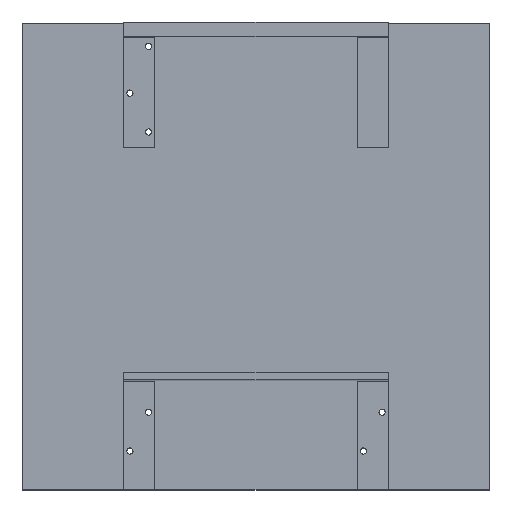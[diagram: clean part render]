
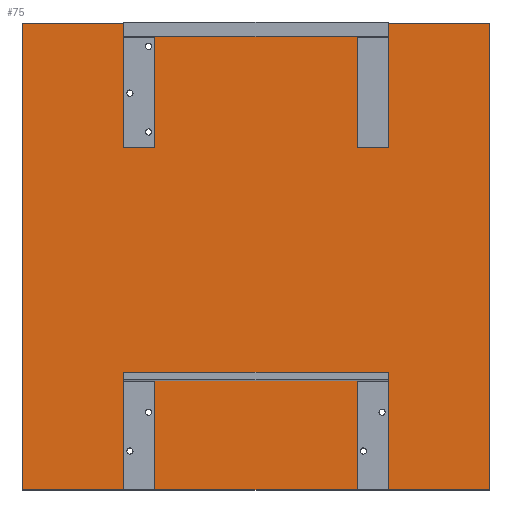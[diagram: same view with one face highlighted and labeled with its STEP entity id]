
A CAD part, top view. The second image highlights one B-rep face of the part: STEP entity #75.
In plain terms, the highlighted planar face has unit normal (0, 0, 1).
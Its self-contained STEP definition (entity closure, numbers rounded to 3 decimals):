
#75=ADVANCED_FACE('',(#277),#279,.T.);
#277=FACE_BOUND('',#278,.T.);
#278=EDGE_LOOP('',(#481,#482,#483,#484,#485,#486,#487,#488,#489,#490,#491,#492,#493,
#494,#495,#496,#497,#498,#499,#500));
#279=PLANE('',#280);
#280=AXIS2_PLACEMENT_3D('',#281,#282,#283);
#281=CARTESIAN_POINT('',(0.,0.,12.));
#282=DIRECTION('',(0.,0.,1.));
#283=DIRECTION('',(-1.,0.,0.));
#481=ORIENTED_EDGE('',*,*,#634,.F.);
#482=ORIENTED_EDGE('',*,*,#632,.F.);
#483=ORIENTED_EDGE('',*,*,#607,.F.);
#484=ORIENTED_EDGE('',*,*,#598,.F.);
#485=ORIENTED_EDGE('',*,*,#594,.F.);
#486=ORIENTED_EDGE('',*,*,#592,.F.);
#487=ORIENTED_EDGE('',*,*,#602,.T.);
#488=ORIENTED_EDGE('',*,*,#620,.T.);
#489=ORIENTED_EDGE('',*,*,#618,.T.);
#490=ORIENTED_EDGE('',*,*,#635,.F.);
#491=ORIENTED_EDGE('',*,*,#636,.F.);
#492=ORIENTED_EDGE('',*,*,#637,.F.);
#493=ORIENTED_EDGE('',*,*,#614,.T.);
#494=ORIENTED_EDGE('',*,*,#638,.F.);
#495=ORIENTED_EDGE('',*,*,#639,.F.);
#496=ORIENTED_EDGE('',*,*,#640,.F.);
#497=ORIENTED_EDGE('',*,*,#610,.T.);
#498=ORIENTED_EDGE('',*,*,#608,.T.);
#499=ORIENTED_EDGE('',*,*,#599,.T.);
#500=ORIENTED_EDGE('',*,*,#630,.F.);
#592=EDGE_CURVE('',#714,#716,#717,.T.);
#594=EDGE_CURVE('',#716,#719,#720,.T.);
#598=EDGE_CURVE('',#719,#723,#726,.T.);
#599=EDGE_CURVE('',#727,#728,#729,.T.);
#602=EDGE_CURVE('',#714,#731,#733,.T.);
#607=EDGE_CURVE('',#723,#737,#741,.F.);
#608=EDGE_CURVE('',#742,#727,#743,.T.);
#610=EDGE_CURVE('',#745,#742,#746,.T.);
#614=EDGE_CURVE('',#753,#751,#754,.T.);
#618=EDGE_CURVE('',#761,#759,#762,.T.);
#620=EDGE_CURVE('',#731,#761,#764,.T.);
#630=EDGE_CURVE('',#779,#728,#781,.T.);
#632=EDGE_CURVE('',#737,#783,#784,.T.);
#634=EDGE_CURVE('',#783,#779,#786,.T.);
#635=EDGE_CURVE('',#787,#759,#788,.T.);
#636=EDGE_CURVE('',#789,#787,#790,.T.);
#637=EDGE_CURVE('',#753,#789,#791,.T.);
#638=EDGE_CURVE('',#792,#751,#793,.T.);
#639=EDGE_CURVE('',#794,#792,#795,.T.);
#640=EDGE_CURVE('',#745,#794,#796,.T.);
#714=VERTEX_POINT('',#944);
#716=VERTEX_POINT('',#948);
#717=LINE('',#949,#950);
#719=VERTEX_POINT('',#955);
#720=LINE('',#956,#957);
#723=VERTEX_POINT('',#963);
#726=LINE('',#970,#971);
#727=VERTEX_POINT('',#973);
#728=VERTEX_POINT('',#974);
#729=LINE('',#975,#976);
#731=VERTEX_POINT('',#981);
#733=LINE('',#985,#986);
#737=VERTEX_POINT('',#995);
#741=LINE('',#1003,#1004);
#742=VERTEX_POINT('',#1006);
#743=LINE('',#1007,#1008);
#745=VERTEX_POINT('',#1013);
#746=LINE('',#1014,#1015);
#751=VERTEX_POINT('',#1025);
#753=VERTEX_POINT('',#1029);
#754=LINE('',#1030,#1031);
#759=VERTEX_POINT('',#1041);
#761=VERTEX_POINT('',#1045);
#762=LINE('',#1046,#1047);
#764=LINE('',#1052,#1053);
#779=VERTEX_POINT('',#1089);
#781=LINE('',#1093,#1094);
#783=VERTEX_POINT('',#1099);
#784=LINE('',#1100,#1101);
#786=LINE('',#1106,#1107);
#787=VERTEX_POINT('',#1109);
#788=LINE('',#1110,#1111);
#789=VERTEX_POINT('',#1113);
#790=LINE('',#1114,#1115);
#791=LINE('',#1117,#1118);
#792=VERTEX_POINT('',#1120);
#793=LINE('',#1121,#1122);
#794=VERTEX_POINT('',#1124);
#795=LINE('',#1125,#1126);
#796=LINE('',#1128,#1129);
#944=CARTESIAN_POINT('',(-85.,150.,12.));
#948=CARTESIAN_POINT('',(-85.,70.,12.));
#949=CARTESIAN_POINT('',(-85.,150.,12.));
#950=VECTOR('',#951,1.);
#951=DIRECTION('',(0.,-1.,0.));
#955=CARTESIAN_POINT('',(-65.,70.,12.));
#956=CARTESIAN_POINT('',(-85.,70.,12.));
#957=VECTOR('',#958,1.);
#958=DIRECTION('',(1.,0.,0.));
#963=CARTESIAN_POINT('',(-65.,150.,12.));
#970=CARTESIAN_POINT('',(-65.,70.,12.));
#971=VECTOR('',#972,1.);
#972=DIRECTION('',(0.,1.,0.));
#973=CARTESIAN_POINT('',(150.,150.,12.));
#974=CARTESIAN_POINT('',(85.,150.,12.));
#975=CARTESIAN_POINT('',(150.,150.,12.));
#976=VECTOR('',#977,1.);
#977=DIRECTION('',(-1.,0.,0.));
#981=CARTESIAN_POINT('',(-150.,150.,12.));
#985=CARTESIAN_POINT('',(-85.,150.,12.));
#986=VECTOR('',#987,1.);
#987=DIRECTION('',(-1.,0.,0.));
#995=CARTESIAN_POINT('',(65.,150.,12.));
#1003=CARTESIAN_POINT('',(65.,150.,12.));
#1004=VECTOR('',#1005,1.);
#1005=DIRECTION('',(-1.,0.,0.));
#1006=CARTESIAN_POINT('',(150.,-150.,12.));
#1007=CARTESIAN_POINT('',(150.,-150.,12.));
#1008=VECTOR('',#1009,1.);
#1009=DIRECTION('',(0.,1.,0.));
#1013=CARTESIAN_POINT('',(85.,-150.,12.));
#1014=CARTESIAN_POINT('',(85.,-150.,12.));
#1015=VECTOR('',#1016,1.);
#1016=DIRECTION('',(1.,0.,0.));
#1025=CARTESIAN_POINT('',(65.,-150.,12.));
#1029=CARTESIAN_POINT('',(-65.,-150.,12.));
#1030=CARTESIAN_POINT('',(-65.,-150.,12.));
#1031=VECTOR('',#1032,1.);
#1032=DIRECTION('',(1.,0.,0.));
#1041=CARTESIAN_POINT('',(-85.,-150.,12.));
#1045=CARTESIAN_POINT('',(-150.,-150.,12.));
#1046=CARTESIAN_POINT('',(-150.,-150.,12.));
#1047=VECTOR('',#1048,1.);
#1048=DIRECTION('',(1.,0.,0.));
#1052=CARTESIAN_POINT('',(-150.,150.,12.));
#1053=VECTOR('',#1054,1.);
#1054=DIRECTION('',(0.,-1.,0.));
#1089=CARTESIAN_POINT('',(85.,70.,12.));
#1093=CARTESIAN_POINT('',(85.,70.,12.));
#1094=VECTOR('',#1095,1.);
#1095=DIRECTION('',(0.,1.,0.));
#1099=CARTESIAN_POINT('',(65.,70.,12.));
#1100=CARTESIAN_POINT('',(65.,150.,12.));
#1101=VECTOR('',#1102,1.);
#1102=DIRECTION('',(0.,-1.,0.));
#1106=CARTESIAN_POINT('',(65.,70.,12.));
#1107=VECTOR('',#1108,1.);
#1108=DIRECTION('',(1.,0.,0.));
#1109=CARTESIAN_POINT('',(-85.,-75.,12.));
#1110=CARTESIAN_POINT('',(-85.,-75.,12.));
#1111=VECTOR('',#1112,1.);
#1112=DIRECTION('',(0.,-1.,0.));
#1113=CARTESIAN_POINT('',(-65.,-75.,12.));
#1114=CARTESIAN_POINT('',(-65.,-75.,12.));
#1115=VECTOR('',#1116,1.);
#1116=DIRECTION('',(-1.,0.,0.));
#1117=CARTESIAN_POINT('',(-65.,-150.,12.));
#1118=VECTOR('',#1119,1.);
#1119=DIRECTION('',(0.,1.,0.));
#1120=CARTESIAN_POINT('',(65.,-75.,12.));
#1121=CARTESIAN_POINT('',(65.,-75.,12.));
#1122=VECTOR('',#1123,1.);
#1123=DIRECTION('',(0.,-1.,0.));
#1124=CARTESIAN_POINT('',(85.,-75.,12.));
#1125=CARTESIAN_POINT('',(85.,-75.,12.));
#1126=VECTOR('',#1127,1.);
#1127=DIRECTION('',(-1.,0.,0.));
#1128=CARTESIAN_POINT('',(85.,-150.,12.));
#1129=VECTOR('',#1130,1.);
#1130=DIRECTION('',(0.,1.,0.));
